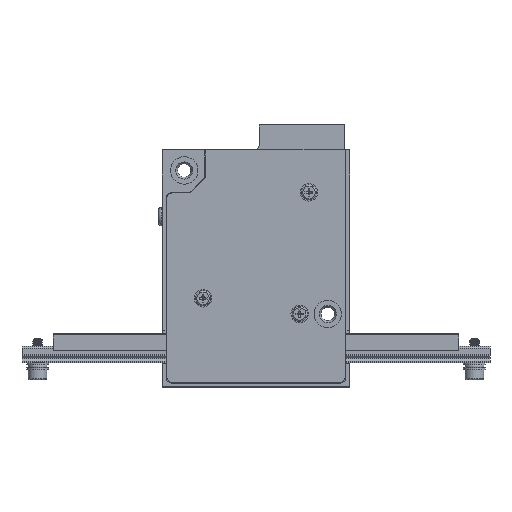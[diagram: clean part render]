
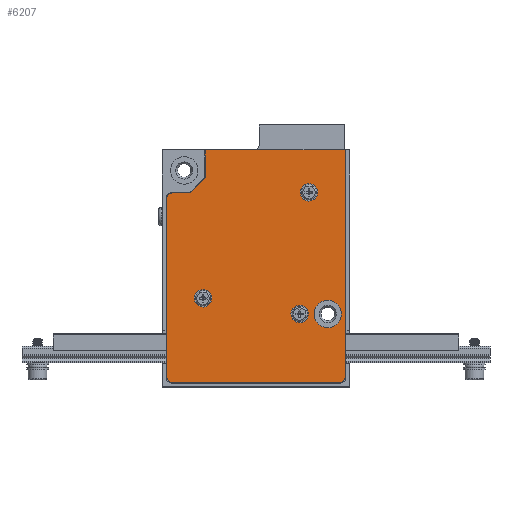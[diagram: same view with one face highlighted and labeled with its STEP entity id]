
A CAD part, top view. The second image highlights one B-rep face of the part: STEP entity #6207.
In plain terms, the highlighted planar face has unit normal (0, 0, 1).
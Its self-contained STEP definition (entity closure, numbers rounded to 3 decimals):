
#3202=PLANE('',#58949);
#3503=FACE_BOUND('',#12079,.T.);
#3504=FACE_BOUND('',#12080,.T.);
#3505=FACE_BOUND('',#12081,.T.);
#3506=FACE_BOUND('',#12082,.T.);
#3507=FACE_BOUND('',#12083,.T.);
#6207=ADVANCED_FACE('',(#3503,#3504,#3505,#3506,#3507),#3202,.T.);
#12079=EDGE_LOOP('',(#41434));
#12080=EDGE_LOOP('',(#41435));
#12081=EDGE_LOOP('',(#41436));
#12082=EDGE_LOOP('',(#41437));
#12083=EDGE_LOOP('',(#41438,#41439,#41440,#41441,#41442,#41443,#41444,#41445,
#41446,#41447));
#18981=LINE('',#92737,#25898);
#18987=LINE('',#92751,#25904);
#18989=LINE('',#92755,#25906);
#18995=LINE('',#92768,#25912);
#18998=LINE('',#92774,#25915);
#19001=LINE('',#92780,#25918);
#19004=LINE('',#92786,#25921);
#25898=VECTOR('',#72874,1.);
#25904=VECTOR('',#72882,1.);
#25906=VECTOR('',#72886,1.);
#25912=VECTOR('',#72894,1.);
#25915=VECTOR('',#72899,1.);
#25918=VECTOR('',#72904,1.);
#25921=VECTOR('',#72909,1.);
#41434=ORIENTED_EDGE('',*,*,#54521,.T.);
#41435=ORIENTED_EDGE('',*,*,#54522,.T.);
#41436=ORIENTED_EDGE('',*,*,#54523,.T.);
#41437=ORIENTED_EDGE('',*,*,#54524,.T.);
#41438=ORIENTED_EDGE('',*,*,#54503,.T.);
#41439=ORIENTED_EDGE('',*,*,#54525,.T.);
#41440=ORIENTED_EDGE('',*,*,#54505,.T.);
#41441=ORIENTED_EDGE('',*,*,#54511,.T.);
#41442=ORIENTED_EDGE('',*,*,#54514,.T.);
#41443=ORIENTED_EDGE('',*,*,#54517,.T.);
#41444=ORIENTED_EDGE('',*,*,#54520,.T.);
#41445=ORIENTED_EDGE('',*,*,#54526,.T.);
#41446=ORIENTED_EDGE('',*,*,#54497,.T.);
#41447=ORIENTED_EDGE('',*,*,#54527,.T.);
#46708=VERTEX_POINT('',#92738);
#46709=VERTEX_POINT('',#92739);
#46714=VERTEX_POINT('',#92750);
#46715=VERTEX_POINT('',#92752);
#46716=VERTEX_POINT('',#92756);
#46717=VERTEX_POINT('',#92757);
#46721=VERTEX_POINT('',#92767);
#46723=VERTEX_POINT('',#92773);
#46725=VERTEX_POINT('',#92779);
#46727=VERTEX_POINT('',#92785);
#46728=VERTEX_POINT('',#92789);
#46729=VERTEX_POINT('',#92791);
#46730=VERTEX_POINT('',#92793);
#46731=VERTEX_POINT('',#92795);
#54497=EDGE_CURVE('',#46708,#46709,#18981,.T.);
#54503=EDGE_CURVE('',#46715,#46714,#18987,.T.);
#54505=EDGE_CURVE('',#46716,#46717,#18989,.T.);
#54511=EDGE_CURVE('',#46717,#46721,#18995,.T.);
#54514=EDGE_CURVE('',#46721,#46723,#18998,.T.);
#54517=EDGE_CURVE('',#46723,#46725,#19001,.T.);
#54520=EDGE_CURVE('',#46725,#46727,#19004,.T.);
#54521=EDGE_CURVE('',#46728,#46728,#55410,.T.);
#54522=EDGE_CURVE('',#46729,#46729,#55411,.T.);
#54523=EDGE_CURVE('',#46730,#46730,#55412,.T.);
#54524=EDGE_CURVE('',#46731,#46731,#55413,.T.);
#54525=EDGE_CURVE('',#46714,#46716,#55414,.T.);
#54526=EDGE_CURVE('',#46727,#46708,#55415,.T.);
#54527=EDGE_CURVE('',#46709,#46715,#55416,.T.);
#55410=CIRCLE('',#58942,1.4);
#55411=CIRCLE('',#58943,1.4);
#55412=CIRCLE('',#58944,1.4);
#55413=CIRCLE('',#58945,2.2);
#55414=CIRCLE('',#58946,0.9);
#55415=CIRCLE('',#58947,0.9);
#55416=CIRCLE('',#58948,0.9);
#58942=AXIS2_PLACEMENT_3D('',#92788,#72912,#72913);
#58943=AXIS2_PLACEMENT_3D('',#92790,#72914,#72915);
#58944=AXIS2_PLACEMENT_3D('',#92792,#72916,#72917);
#58945=AXIS2_PLACEMENT_3D('',#92794,#72918,#72919);
#58946=AXIS2_PLACEMENT_3D('',#92796,#72920,#72921);
#58947=AXIS2_PLACEMENT_3D('',#92797,#72922,#72923);
#58948=AXIS2_PLACEMENT_3D('',#92798,#72924,#72925);
#58949=AXIS2_PLACEMENT_3D('',#92799,#72926,#72927);
#72874=DIRECTION('',(0.,-1.,0.));
#72882=DIRECTION('',(1.,0.,0.));
#72886=DIRECTION('',(0.,1.,0.));
#72894=DIRECTION('',(-1.,0.,0.));
#72899=DIRECTION('',(0.,-1.,0.));
#72904=DIRECTION('',(-0.707,-0.707,0.));
#72909=DIRECTION('',(-1.,0.,0.));
#72912=DIRECTION('',(0.,0.,-1.));
#72913=DIRECTION('',(-1.,0.,0.));
#72914=DIRECTION('',(0.,0.,-1.));
#72915=DIRECTION('',(-1.,0.,0.));
#72916=DIRECTION('',(0.,0.,-1.));
#72917=DIRECTION('',(-1.,0.,0.));
#72918=DIRECTION('',(0.,0.,-1.));
#72919=DIRECTION('',(-1.,0.,0.));
#72920=DIRECTION('',(0.,0.,1.));
#72921=DIRECTION('',(1.,0.,0.));
#72922=DIRECTION('',(0.,0.,1.));
#72923=DIRECTION('',(1.,0.,0.));
#72924=DIRECTION('',(0.,0.,1.));
#72925=DIRECTION('',(1.,0.,0.));
#72926=DIRECTION('',(0.,0.,1.));
#72927=DIRECTION('',(1.,0.,0.));
#92737=CARTESIAN_POINT('',(-14.3,30.4,0.1));
#92738=CARTESIAN_POINT('',(-14.3,29.5,0.1));
#92739=CARTESIAN_POINT('',(-14.3,0.9,0.1));
#92750=CARTESIAN_POINT('',(13.4,0.,0.1));
#92751=CARTESIAN_POINT('',(-14.3,0.,0.1));
#92752=CARTESIAN_POINT('',(-13.4,0.,0.1));
#92755=CARTESIAN_POINT('',(14.3,0.,0.1));
#92756=CARTESIAN_POINT('',(14.3,0.9,0.1));
#92757=CARTESIAN_POINT('',(14.3,37.3,0.1));
#92767=CARTESIAN_POINT('',(-8.1,37.3,0.1));
#92768=CARTESIAN_POINT('',(14.3,37.3,0.1));
#92773=CARTESIAN_POINT('',(-8.1,32.85,0.1));
#92774=CARTESIAN_POINT('',(-8.1,37.3,0.1));
#92779=CARTESIAN_POINT('',(-10.55,30.4,0.1));
#92780=CARTESIAN_POINT('',(-8.1,32.85,0.1));
#92785=CARTESIAN_POINT('',(-13.4,30.4,0.1));
#92786=CARTESIAN_POINT('',(-10.55,30.4,0.1));
#92788=CARTESIAN_POINT('',(8.485,30.485,0.1));
#92789=CARTESIAN_POINT('',(7.085,30.485,0.1));
#92790=CARTESIAN_POINT('',(7.,11.,0.1));
#92791=CARTESIAN_POINT('',(5.6,11.,0.1));
#92792=CARTESIAN_POINT('',(-8.485,13.515,0.1));
#92793=CARTESIAN_POINT('',(-9.885,13.515,0.1));
#92794=CARTESIAN_POINT('',(11.5,11.,0.1));
#92795=CARTESIAN_POINT('',(9.3,11.,0.1));
#92796=CARTESIAN_POINT('',(13.4,0.9,0.1));
#92797=CARTESIAN_POINT('',(-13.4,29.5,0.1));
#92798=CARTESIAN_POINT('',(-13.4,0.9,0.1));
#92799=CARTESIAN_POINT('',(0.,0.,0.1));
